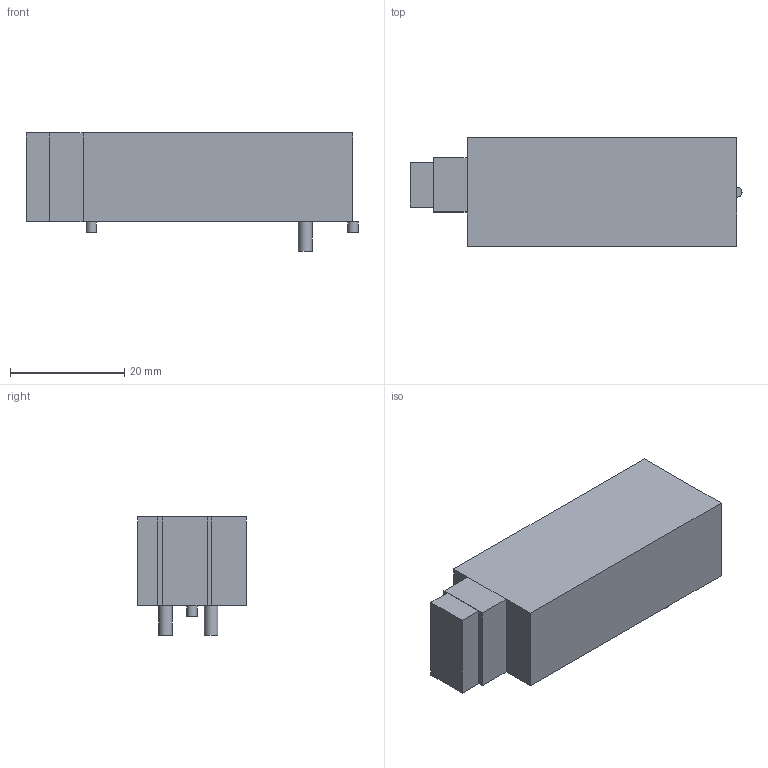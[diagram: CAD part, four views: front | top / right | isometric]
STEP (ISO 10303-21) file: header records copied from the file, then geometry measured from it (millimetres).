
FILE_DESCRIPTION(('FreeCAD Model'),'2;1');
FILE_NAME('381745.1.2.stp','2020-10-28T09:53:26',( 'Author'),(''),'Open CASCADE STEP processor 6.9','FreeCAD','Unknown' );
FILE_SCHEMA(('AUTOMOTIVE_DESIGN { 1 0 10303 214 1 1 1 1 }'));
Length unit declared in the file: millimetre
Products named in the file (4): ASSEMBLY; Body; Lugs; Leads
Assembly tree (9 placements, depth 2):
  ASSEMBLY
    Body
    Lugs  x4
    Leads  x4
Bounding box: 58.2 x 19 x 20.7 mm (x, y, z)
Volume: 15614.2 mm3; surface area: 5395.9 mm2
Topology: 19 solids, 19 shells, 66 faces, 84 edges, 56 vertices
Faces by surface type: plane 50, cylinder 16
Full cylindrical faces by diameter (mm): 1.8 x8, 2.4 x8
Entity records: 1472 total; most frequent: DIRECTION 232, CARTESIAN_POINT 216, LINE 128, VECTOR 128, ORIENTED_EDGE 96, PCURVE 96, DEFINITIONAL_REPRESENTATION 96, AXIS2_PLACEMENT_3D 48
